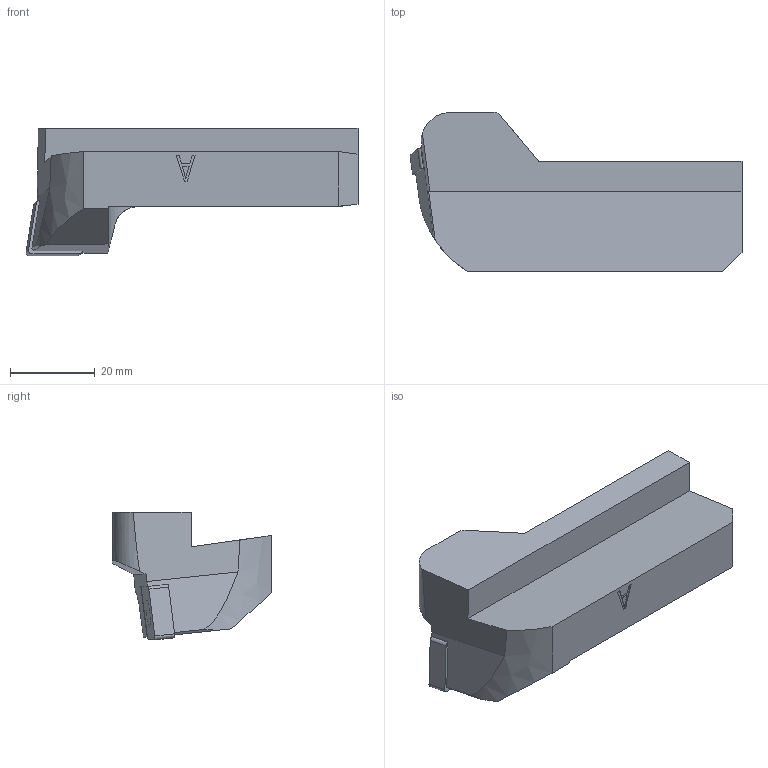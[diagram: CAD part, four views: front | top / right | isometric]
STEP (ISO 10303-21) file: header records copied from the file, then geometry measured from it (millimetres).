
FILE_DESCRIPTION(/* description */ (''),/* implementation_level */ '2;1');
FILE_NAME(/* name */ '1544795455238.stp',/* time_stamp */ '2018-12-14T14:51:12+01:00',/* author */ (''),/* organization */ ('SMS'),/* preprocessor_version */ 'ST-DEVELOPER v15',/* originating_system */ 'SIEMENS PLM Software NX 8.5',/* authorisation */ '');
FILE_SCHEMA (('AUTOMOTIVE_DESIGN { 1 0 10303 214 3 1 1 1 }'));
Length unit declared in the file: millimetre
Products named in the file (4): 202023292mod000_00; 202024372mod000_00; ASSEMBLY_CONSTRUCTION; 202024583mod000_00
Assembly tree (3 placements, depth 2):
  202024583mod000_00
    ASSEMBLY_CONSTRUCTION
    202024372mod000_00
    202023292mod000_00
Bounding box: 78.48 x 37.6 x 30.2 mm (x, y, z)
Volume: 31772.4 mm3; surface area: 9505.3 mm2
Topology: 2 solids, 2 shells, 68 faces, 174 edges, 119 vertices
Faces by surface type: plane 46, cylinder 11, torus 4, cone 4, extrusion 3
Full cylindrical faces by diameter (mm): 4.6 x2
Entity records: 2240 total; most frequent: CARTESIAN_POINT 494, ORIENTED_EDGE 326, DIRECTION 318, EDGE_CURVE 163, VERTEX_POINT 112, AXIS2_PLACEMENT_3D 108, VECTOR 102, LINE 99
